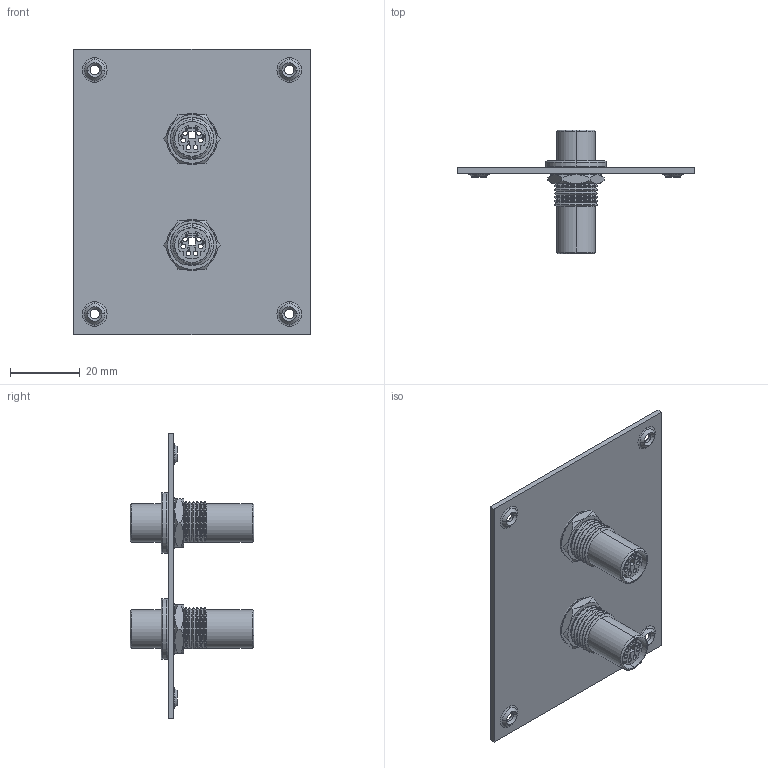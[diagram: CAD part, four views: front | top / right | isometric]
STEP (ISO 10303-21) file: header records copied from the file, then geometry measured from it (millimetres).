
FILE_DESCRIPTION (( 'STEP AP214' ), '1' );
FILE_NAME ('USP2MD6B.STEP', '2019-01-07T17:11:52', ( '' ), ( '' ), 'SwSTEP 2.0', 'SolidWorks 2017', '' );
FILE_SCHEMA (( 'AUTOMOTIVE_DESIGN' ));
Length unit declared in the file: inch
Products named in the file (7): MD66FF-MA1; md66ff_with hardware; USP2MD6B; 3AA03-005; 3AB10-003_MD66FF; 3AA02-008; 1AR06-003
Assembly tree (7 placements, depth 3):
  USP2MD6B
    1AR06-003
    md66ff_with hardware  x2
      3AB10-003_MD66FF
      MD66FF-MA1
      3AA03-005
      3AA02-008
Bounding box: 68.07 x 35.56 x 82.04 mm (x, y, z)
Volume: 13787.3 mm3; surface area: 22994.2 mm2
Topology: 9 solids, 9 shells, 1180 faces, 3096 edges, 2008 vertices
Faces by surface type: plane 550, bspline 232, cylinder 198, cone 128, torus 72
Entity records: 26315 total; most frequent: CARTESIAN_POINT 11248, ORIENTED_EDGE 3262, DIRECTION 2721, EDGE_CURVE 1631, VERTEX_POINT 1058, VECTOR 939, LINE 939, AXIS2_PLACEMENT_3D 891
